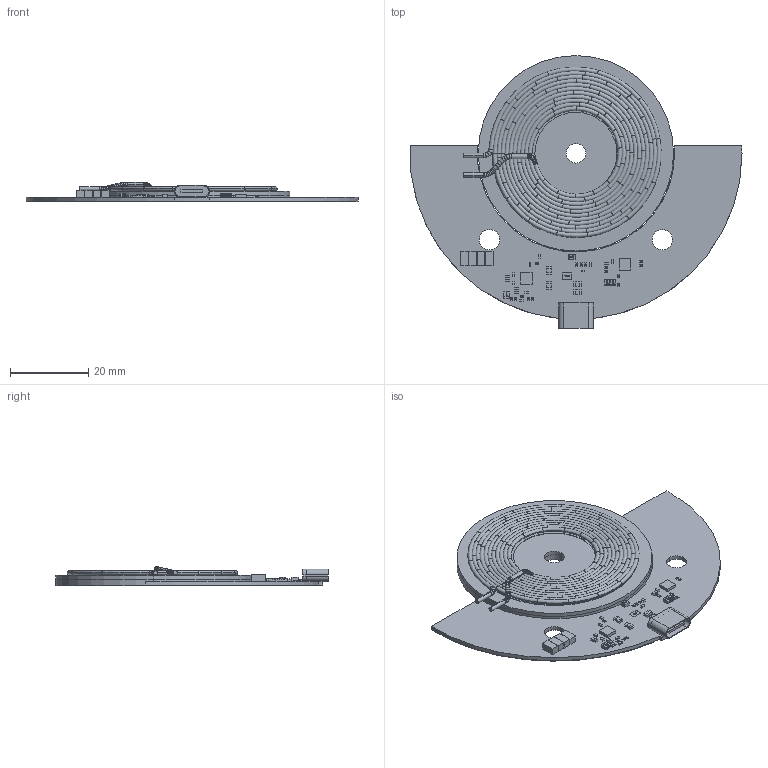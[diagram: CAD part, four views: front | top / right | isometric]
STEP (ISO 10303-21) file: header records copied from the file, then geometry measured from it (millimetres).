
FILE_DESCRIPTION((''),'2;1');
FILE_NAME('0038_PCB_ASM','2025-02-18T13:59:37',('刘威'),(''),'CREO PARAMETRIC BY PTC INC, 2021063','CREO PARAMETRIC BY PTC INC, 2021063','');
FILE_SCHEMA(('CONFIG_CONTROL_DESIGN','SHAPE_APPEARANCE_LAYERS_GROUPS'));
Products named in the file (49): USER1644E224GMEO_45; USER1644E224GMEO_1; _X2_969478C17247_X0__1; USER1644E224GMEO_46; USER1644E224GMEO_3; ASM0001_ASM; USER1644E224GMEO_2; USER1644E224GMEO_5; USER1644E224GMEO_6; USER1644E224GMEO_7; USER1644E224GMEO_8; USER1644E224GMEO_9; USER1644E224GMEO_10; USER1644E224GMEO_11; USER1644E224GMEO_12; USER1644E224GMEO_13; USER1644E224GMEO_14; USER1644E224GMEO_15; USER1644E224GMEO_16; USER1644E224GMEO_17; USER1644E224GMEO_18; USER1644E224GMEO_19; USER1644E224GMEO_20; USER1644E224GMEO_21; USER1644E224GMEO_22; USER1644E224GMEO_23; USER1644E224GMEO_24; USER1644E224GMEO_25; USER1644E224GMEO_26; USER1644E224GMEO_27; USER1644E224GMEO_28; USER1644E224GMEO_29; USER1644E224GMEO_30; USER1644E224GMEO_31; USER1644E224GMEO_32; USER1644E224GMEO_33; USER1644E224GMEO_34; USER1644E224GMEO_35; USER1644E224GMEO_36; USER1644E224GMEO_37 ...
Assembly tree (48 placements, depth 3):
  0038_PCB_ASM
    USER1644E224GMEO_45
    ASM0001_ASM
      USER1644E224GMEO_1
      _X2_969478C17247_X0__1
      USER1644E224GMEO_46
      USER1644E224GMEO_3
    USER1644E224GMEO_2
    USER1644E224GMEO_5
    USER1644E224GMEO_6
    USER1644E224GMEO_7
    USER1644E224GMEO_8
    USER1644E224GMEO_9
    USER1644E224GMEO_10
    USER1644E224GMEO_11
    USER1644E224GMEO_12
    USER1644E224GMEO_13
    USER1644E224GMEO_14
    USER1644E224GMEO_15
    USER1644E224GMEO_16
    USER1644E224GMEO_17
    USER1644E224GMEO_18
    USER1644E224GMEO_19
    USER1644E224GMEO_20
    USER1644E224GMEO_21
    USER1644E224GMEO_22
    USER1644E224GMEO_23
    USER1644E224GMEO_24
    USER1644E224GMEO_25
    USER1644E224GMEO_26
    USER1644E224GMEO_27
    USER1644E224GMEO_28
    USER1644E224GMEO_29
    USER1644E224GMEO_30
    USER1644E224GMEO_31
    USER1644E224GMEO_32
    USER1644E224GMEO_33
    USER1644E224GMEO_34
    USER1644E224GMEO_35
    USER1644E224GMEO_36
    USER1644E224GMEO_37
    USER1644E224GMEO_38
    USER1644E224GMEO_39
    USER1644E224GMEO_40
    USER1644E224GMEO_41
    USER1644E224GMEO_42
    USER1644E224GMEO_43
    USER1644E224GMEO_44
    USER1644E224GMEO_47
Bounding box: 84.95 x 69.79 x 4.9 mm (x, y, z)
Volume: 8461 mm3; surface area: 22752.5 mm2
Topology: 47 solids, 47 shells, 2719 faces, 6817 edges, 4238 vertices
Faces by surface type: plane 1121, extrusion 801, cylinder 333, torus 320, sphere 144
Entity records: 133739 total; most frequent: CARTESIAN_POINT 50441, ORIENTED_EDGE 13346, DIRECTION 11438, EDGE_CURVE 6673, PRESENTATION_STYLE_ASSIGNMENT 6210, STYLED_ITEM 5942, CURVE_STYLE 5899, VECTOR 4446
